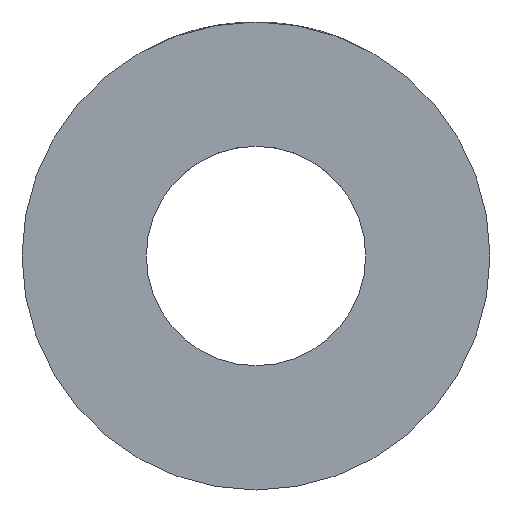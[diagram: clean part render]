
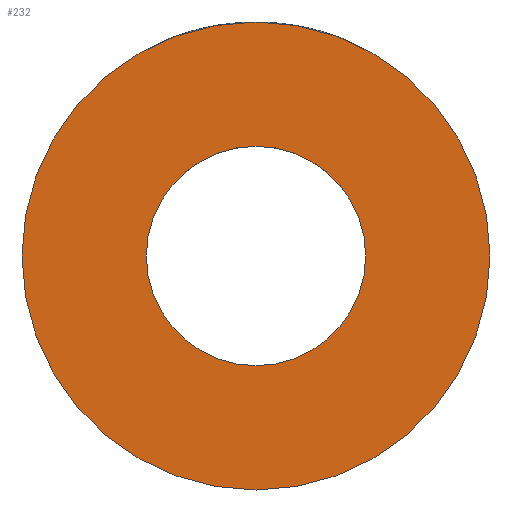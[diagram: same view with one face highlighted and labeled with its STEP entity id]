
A CAD part, front view. The second image highlights one B-rep face of the part: STEP entity #232.
In plain terms, the highlighted planar face has unit normal (0, -1, 0).
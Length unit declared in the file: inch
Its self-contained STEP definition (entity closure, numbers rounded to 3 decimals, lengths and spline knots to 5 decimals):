
#17 = CARTESIAN_POINT ( 'NONE',  ( 0., 0., 0. ) ) ;
#20 = DIRECTION ( 'NONE',  ( 0., 1., 0. ) ) ;
#70 = DIRECTION ( 'NONE',  ( 0., 0., -1. ) ) ;
#71 = DIRECTION ( 'NONE',  ( 0., -1., 0. ) ) ;
#72 = CARTESIAN_POINT ( 'NONE',  ( 0., 0., 0. ) ) ;
#138 = DIRECTION ( 'NONE',  ( 0., 0., 1. ) ) ;
#140 = DIRECTION ( 'NONE',  ( 0., 1., 0. ) ) ;
#142 = CARTESIAN_POINT ( 'NONE',  ( 0., 0., 0. ) ) ;
#182 = CIRCLE ( 'NONE', #414, 0.09843 ) ;
#197 = DIRECTION ( 'NONE',  ( 0., 0., 1. ) ) ;
#220 = CIRCLE ( 'NONE', #430, 0.21 ) ;
#232 = ADVANCED_FACE ( 'NONE', ( #299, #278 ), #370, .F. ) ;
#234 = CIRCLE ( 'NONE', #432, 0.09843 ) ;
#236 = CIRCLE ( 'NONE', #463, 0.21 ) ;
#266 = DIRECTION ( 'NONE',  ( 0., 0., -1. ) ) ;
#268 = CARTESIAN_POINT ( 'NONE',  ( 0., 0., 0.09843 ) ) ;
#278 = FACE_OUTER_BOUND ( 'NONE', #445, .T. ) ;
#283 = DIRECTION ( 'NONE',  ( 0., 1., 0. ) ) ;
#288 = CARTESIAN_POINT ( 'NONE',  ( 0., 0., 0. ) ) ;
#293 = CARTESIAN_POINT ( 'NONE',  ( 0., 0., 0. ) ) ;
#299 = FACE_BOUND ( 'NONE', #530, .T. ) ;
#345 = VERTEX_POINT ( 'NONE', #644 ) ;
#370 = PLANE ( 'NONE',  #465 ) ;
#399 = DIRECTION ( 'NONE',  ( 0., 0., 1. ) ) ;
#414 = AXIS2_PLACEMENT_3D ( 'NONE', #72, #71, #70 ) ;
#430 = AXIS2_PLACEMENT_3D ( 'NONE', #142, #140, #138 ) ;
#432 = AXIS2_PLACEMENT_3D ( 'NONE', #17, #455, #266 ) ;
#442 = VERTEX_POINT ( 'NONE', #268 ) ;
#445 = EDGE_LOOP ( 'NONE', ( #515, #635 ) ) ;
#455 = DIRECTION ( 'NONE',  ( 0., -1., 0. ) ) ;
#463 = AXIS2_PLACEMENT_3D ( 'NONE', #288, #283, #399 ) ;
#465 = AXIS2_PLACEMENT_3D ( 'NONE', #293, #20, #197 ) ;
#470 = ORIENTED_EDGE ( 'NONE', *, *, #535, .F. ) ;
#487 = VERTEX_POINT ( 'NONE', #605 ) ;
#515 = ORIENTED_EDGE ( 'NONE', *, *, #657, .F. ) ;
#525 = EDGE_CURVE ( 'NONE', #618, #345, #236, .T. ) ;
#530 = EDGE_LOOP ( 'NONE', ( #540, #470 ) ) ;
#535 = EDGE_CURVE ( 'NONE', #487, #442, #234, .T. ) ;
#540 = ORIENTED_EDGE ( 'NONE', *, *, #688, .F. ) ;
#605 = CARTESIAN_POINT ( 'NONE',  ( 0., 0., -0.09843 ) ) ;
#618 = VERTEX_POINT ( 'NONE', #620 ) ;
#620 = CARTESIAN_POINT ( 'NONE',  ( 0., 0., 0.21 ) ) ;
#635 = ORIENTED_EDGE ( 'NONE', *, *, #525, .F. ) ;
#644 = CARTESIAN_POINT ( 'NONE',  ( 0., 0., -0.21 ) ) ;
#657 = EDGE_CURVE ( 'NONE', #345, #618, #220, .T. ) ;
#688 = EDGE_CURVE ( 'NONE', #442, #487, #182, .T. ) ;
